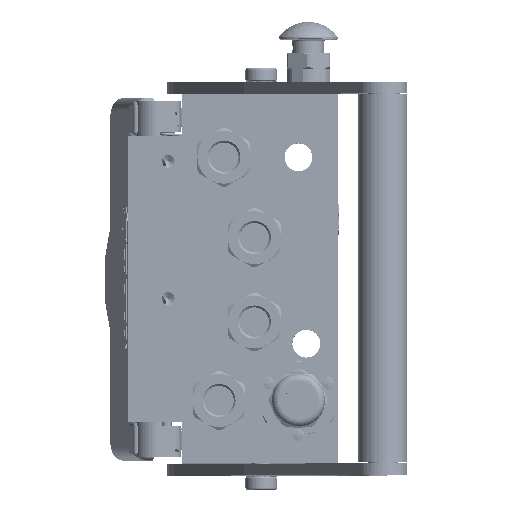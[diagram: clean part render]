
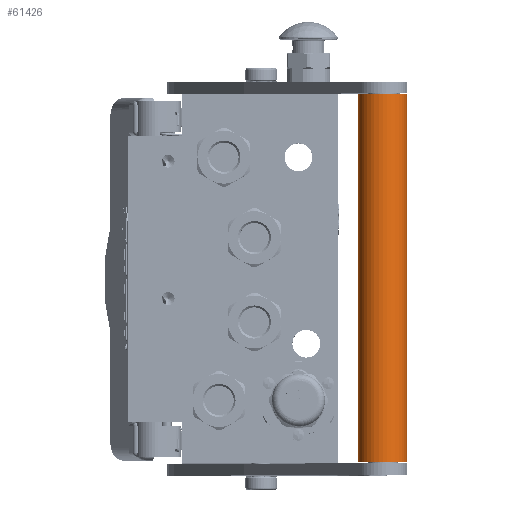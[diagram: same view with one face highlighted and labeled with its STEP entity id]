
A CAD part, top view. The second image highlights one B-rep face of the part: STEP entity #61426.
In plain terms, the highlighted cylindrical face has radius 12.5 mm (diameter 25 mm), a partial arc.
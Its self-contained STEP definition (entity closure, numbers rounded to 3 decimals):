
#2772 = AXIS2_PLACEMENT_3D ( 'NONE', #123569, #110953, #150520 ) ;
#8544 = ORIENTED_EDGE ( 'NONE', *, *, #9303, .F. ) ;
#9303 = EDGE_CURVE ( 'NONE', #81323, #91852, #115498, .T. ) ;
#11089 = ORIENTED_EDGE ( 'NONE', *, *, #167408, .F. ) ;
#17578 = CARTESIAN_POINT ( 'NONE',  ( 4.5, 0., -12.5 ) ) ;
#21804 = EDGE_CURVE ( 'NONE', #81323, #67165, #23077, .T. ) ;
#23077 = LINE ( 'NONE', #156839, #166862 ) ;
#24112 = FACE_OUTER_BOUND ( 'NONE', #107830, .T. ) ;
#24596 = CIRCLE ( 'NONE', #177139, 12.5 ) ;
#35363 = ORIENTED_EDGE ( 'NONE', *, *, #41788, .T. ) ;
#41788 = EDGE_CURVE ( 'NONE', #67165, #126135, #24596, .T. ) ;
#44427 = CARTESIAN_POINT ( 'NONE',  ( 4.5, 0., 0. ) ) ;
#50777 = CARTESIAN_POINT ( 'NONE',  ( 192., 0., 12.5 ) ) ;
#59917 = CARTESIAN_POINT ( 'NONE',  ( 192., 0., -12.5 ) ) ;
#61426 = ADVANCED_FACE ( 'NONE', ( #24112 ), #64923, .T. ) ;
#64923 = CYLINDRICAL_SURFACE ( 'NONE', #139064, 12.5 ) ;
#67165 = VERTEX_POINT ( 'NONE', #17578 ) ;
#68465 = ORIENTED_EDGE ( 'NONE', *, *, #21804, .T. ) ;
#81323 = VERTEX_POINT ( 'NONE', #59917 ) ;
#91852 = VERTEX_POINT ( 'NONE', #171764 ) ;
#95896 = LINE ( 'NONE', #50777, #108790 ) ;
#97834 = DIRECTION ( 'NONE',  ( 0., 0., -1. ) ) ;
#107830 = EDGE_LOOP ( 'NONE', ( #35363, #11089, #8544, #68465 ) ) ;
#108790 = VECTOR ( 'NONE', #148504, 1000. ) ;
#109725 = DIRECTION ( 'NONE',  ( -1., 0., 0. ) ) ;
#110953 = DIRECTION ( 'NONE',  ( 1., 0., 0. ) ) ;
#115498 = CIRCLE ( 'NONE', #2772, 12.5 ) ;
#122347 = DIRECTION ( 'NONE',  ( 0., 0., 1. ) ) ;
#123569 = CARTESIAN_POINT ( 'NONE',  ( 192., 0., 0. ) ) ;
#126135 = VERTEX_POINT ( 'NONE', #141414 ) ;
#127803 = DIRECTION ( 'NONE',  ( 1., 0., 0. ) ) ;
#139064 = AXIS2_PLACEMENT_3D ( 'NONE', #177493, #109725, #122347 ) ;
#141414 = CARTESIAN_POINT ( 'NONE',  ( 4.5, 0., 12.5 ) ) ;
#148504 = DIRECTION ( 'NONE',  ( -1., 0., 0. ) ) ;
#150520 = DIRECTION ( 'NONE',  ( 0., 0., -1. ) ) ;
#156839 = CARTESIAN_POINT ( 'NONE',  ( 192., 0., -12.5 ) ) ;
#166862 = VECTOR ( 'NONE', #174157, 1000. ) ;
#167408 = EDGE_CURVE ( 'NONE', #91852, #126135, #95896, .T. ) ;
#171764 = CARTESIAN_POINT ( 'NONE',  ( 192., 0., 12.5 ) ) ;
#174157 = DIRECTION ( 'NONE',  ( -1., 0., 0. ) ) ;
#177139 = AXIS2_PLACEMENT_3D ( 'NONE', #44427, #127803, #97834 ) ;
#177493 = CARTESIAN_POINT ( 'NONE',  ( -9.825, 0., 0. ) ) ;
